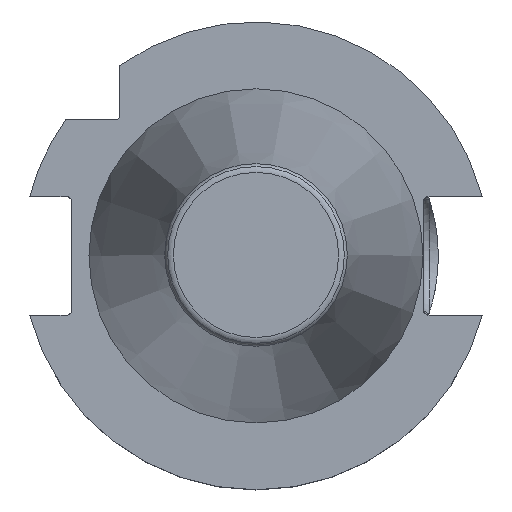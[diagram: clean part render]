
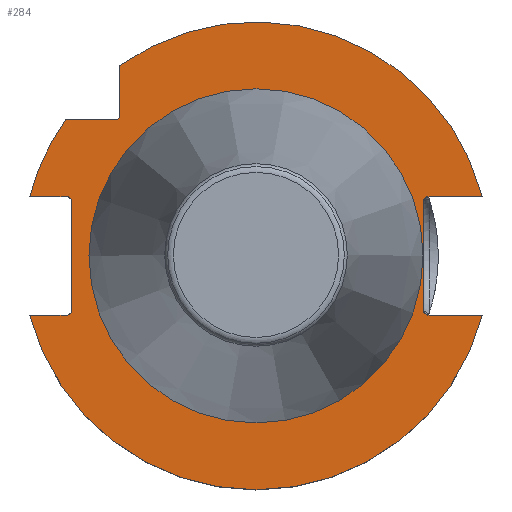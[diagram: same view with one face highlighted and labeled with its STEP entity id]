
A CAD part, top view. The second image highlights one B-rep face of the part: STEP entity #284.
In plain terms, the highlighted planar face has unit normal (0, 0, 1).
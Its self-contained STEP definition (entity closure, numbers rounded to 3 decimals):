
#69=FACE_BOUND('',#432,.T.);
#70=FACE_BOUND('',#433,.T.);
#121=PLANE('',#1306);
#146=LINE('',#1836,#204);
#153=LINE('',#2191,#211);
#154=LINE('',#2236,#212);
#155=LINE('',#2240,#213);
#156=LINE('',#2244,#214);
#157=LINE('',#2248,#215);
#158=LINE('',#2252,#216);
#159=LINE('',#2256,#217);
#204=VECTOR('',#1422,1.);
#211=VECTOR('',#1513,1.);
#212=VECTOR('',#1526,1.);
#213=VECTOR('',#1529,1.);
#214=VECTOR('',#1532,1.);
#215=VECTOR('',#1535,1.);
#216=VECTOR('',#1538,1.);
#217=VECTOR('',#1541,1.);
#284=ADVANCED_FACE('',(#69,#70),#121,.F.);
#432=EDGE_LOOP('',(#650));
#433=EDGE_LOOP('',(#651,#652,#653,#654,#655,#656,#657,#658,#659,#660,#661,
#662,#663,#664,#665,#666));
#650=ORIENTED_EDGE('',*,*,#1019,.T.);
#651=ORIENTED_EDGE('',*,*,#1043,.F.);
#652=ORIENTED_EDGE('',*,*,#1050,.F.);
#653=ORIENTED_EDGE('',*,*,#1051,.F.);
#654=ORIENTED_EDGE('',*,*,#1052,.F.);
#655=ORIENTED_EDGE('',*,*,#1053,.T.);
#656=ORIENTED_EDGE('',*,*,#1054,.F.);
#657=ORIENTED_EDGE('',*,*,#1055,.F.);
#658=ORIENTED_EDGE('',*,*,#1056,.F.);
#659=ORIENTED_EDGE('',*,*,#1057,.T.);
#660=ORIENTED_EDGE('',*,*,#1058,.F.);
#661=ORIENTED_EDGE('',*,*,#1059,.T.);
#662=ORIENTED_EDGE('',*,*,#1060,.F.);
#663=ORIENTED_EDGE('',*,*,#1061,.F.);
#664=ORIENTED_EDGE('',*,*,#994,.F.);
#665=ORIENTED_EDGE('',*,*,#998,.T.);
#666=ORIENTED_EDGE('',*,*,#1011,.F.);
#871=VERTEX_POINT('',#1828);
#872=VERTEX_POINT('',#1829);
#874=VERTEX_POINT('',#1835);
#882=VERTEX_POINT('',#1975);
#888=VERTEX_POINT('',#2099);
#910=VERTEX_POINT('',#2190);
#915=VERTEX_POINT('',#2235);
#916=VERTEX_POINT('',#2237);
#917=VERTEX_POINT('',#2239);
#918=VERTEX_POINT('',#2241);
#919=VERTEX_POINT('',#2243);
#920=VERTEX_POINT('',#2245);
#921=VERTEX_POINT('',#2247);
#922=VERTEX_POINT('',#2249);
#923=VERTEX_POINT('',#2251);
#924=VERTEX_POINT('',#2253);
#925=VERTEX_POINT('',#2255);
#994=EDGE_CURVE('',#871,#872,#1146,.T.);
#998=EDGE_CURVE('',#871,#874,#146,.T.);
#1011=EDGE_CURVE('',#882,#874,#1150,.T.);
#1019=EDGE_CURVE('',#888,#888,#1153,.T.);
#1043=EDGE_CURVE('',#910,#882,#153,.T.);
#1050=EDGE_CURVE('',#915,#910,#1172,.T.);
#1051=EDGE_CURVE('',#916,#915,#154,.T.);
#1052=EDGE_CURVE('',#917,#916,#1173,.T.);
#1053=EDGE_CURVE('',#917,#918,#155,.T.);
#1054=EDGE_CURVE('',#919,#918,#1174,.T.);
#1055=EDGE_CURVE('',#920,#919,#156,.T.);
#1056=EDGE_CURVE('',#921,#920,#1175,.T.);
#1057=EDGE_CURVE('',#921,#922,#157,.T.);
#1058=EDGE_CURVE('',#923,#922,#1176,.T.);
#1059=EDGE_CURVE('',#923,#924,#158,.T.);
#1060=EDGE_CURVE('',#925,#924,#1177,.T.);
#1061=EDGE_CURVE('',#872,#925,#159,.T.);
#1146=CIRCLE('',#1251,31.775);
#1150=CIRCLE('',#1259,0.8);
#1153=CIRCLE('',#1264,22.692);
#1172=CIRCLE('',#1300,0.8);
#1173=CIRCLE('',#1301,31.775);
#1174=CIRCLE('',#1302,0.6);
#1175=CIRCLE('',#1303,31.775);
#1176=CIRCLE('',#1304,0.8);
#1177=CIRCLE('',#1305,0.8);
#1251=AXIS2_PLACEMENT_3D('',#1827,#1415,#1416);
#1259=AXIS2_PLACEMENT_3D('',#1976,#1438,#1439);
#1264=AXIS2_PLACEMENT_3D('',#2098,#1450,#1451);
#1300=AXIS2_PLACEMENT_3D('',#2234,#1524,#1525);
#1301=AXIS2_PLACEMENT_3D('',#2238,#1527,#1528);
#1302=AXIS2_PLACEMENT_3D('',#2242,#1530,#1531);
#1303=AXIS2_PLACEMENT_3D('',#2246,#1533,#1534);
#1304=AXIS2_PLACEMENT_3D('',#2250,#1536,#1537);
#1305=AXIS2_PLACEMENT_3D('',#2254,#1539,#1540);
#1306=AXIS2_PLACEMENT_3D('',#2257,#1542,#1543);
#1415=DIRECTION('',(0.,0.,-1.));
#1416=DIRECTION('',(0.967,-0.253,0.));
#1422=DIRECTION('',(-1.,0.,0.));
#1438=DIRECTION('',(0.,0.,1.));
#1439=DIRECTION('',(-1.,0.,0.));
#1450=DIRECTION('',(0.,0.,-1.));
#1451=DIRECTION('',(-1.,0.,0.));
#1513=DIRECTION('',(0.,-1.,0.));
#1524=DIRECTION('',(0.,0.,1.));
#1525=DIRECTION('',(0.,1.,0.));
#1526=DIRECTION('',(-1.,0.,0.));
#1527=DIRECTION('',(0.,0.,-1.));
#1528=DIRECTION('',(-0.582,0.813,0.));
#1529=DIRECTION('',(0.,-1.,0.));
#1530=DIRECTION('',(0.,0.,1.));
#1531=DIRECTION('',(0.,-1.,0.));
#1532=DIRECTION('',(1.,0.,0.));
#1533=DIRECTION('',(0.,0.,-1.));
#1534=DIRECTION('',(-0.967,0.253,0.));
#1535=DIRECTION('',(1.,0.,0.));
#1536=DIRECTION('',(0.,0.,1.));
#1537=DIRECTION('',(1.,0.,0.));
#1538=DIRECTION('',(0.,-1.,0.));
#1539=DIRECTION('',(0.,0.,1.));
#1540=DIRECTION('',(0.,-1.,0.));
#1541=DIRECTION('',(1.,0.,0.));
#1542=DIRECTION('',(0.,0.,-1.));
#1543=DIRECTION('',(0.,-1.,0.));
#1827=CARTESIAN_POINT('',(0.,0.,-3.2));
#1828=CARTESIAN_POINT('',(30.738,-8.05,-3.2));
#1829=CARTESIAN_POINT('',(-30.738,-8.05,-3.2));
#1835=CARTESIAN_POINT('',(23.5,-8.05,-3.2));
#1836=CARTESIAN_POINT('',(30.738,-8.05,-3.2));
#1975=CARTESIAN_POINT('',(22.7,-7.25,-3.2));
#1976=CARTESIAN_POINT('',(23.5,-7.25,-3.2));
#2098=CARTESIAN_POINT('',(0.,0.,-3.2));
#2099=CARTESIAN_POINT('',(-22.692,0.,-3.2));
#2190=CARTESIAN_POINT('',(22.7,7.25,-3.2));
#2191=CARTESIAN_POINT('',(22.7,7.25,-3.2));
#2234=CARTESIAN_POINT('',(23.5,7.25,-3.2));
#2235=CARTESIAN_POINT('',(23.5,8.05,-3.2));
#2236=CARTESIAN_POINT('',(30.738,8.05,-3.2));
#2237=CARTESIAN_POINT('',(30.738,8.05,-3.2));
#2238=CARTESIAN_POINT('',(0.,0.,-3.2));
#2239=CARTESIAN_POINT('',(-18.5,25.834,-3.2));
#2240=CARTESIAN_POINT('',(-18.5,25.834,-3.2));
#2241=CARTESIAN_POINT('',(-18.5,19.1,-3.2));
#2242=CARTESIAN_POINT('',(-19.1,19.1,-3.2));
#2243=CARTESIAN_POINT('',(-19.1,18.5,-3.2));
#2244=CARTESIAN_POINT('',(-25.834,18.5,-3.2));
#2245=CARTESIAN_POINT('',(-25.834,18.5,-3.2));
#2246=CARTESIAN_POINT('',(0.,0.,-3.2));
#2247=CARTESIAN_POINT('',(-30.738,8.05,-3.2));
#2248=CARTESIAN_POINT('',(-30.738,8.05,-3.2));
#2249=CARTESIAN_POINT('',(-25.8,8.05,-3.2));
#2250=CARTESIAN_POINT('',(-25.8,7.25,-3.2));
#2251=CARTESIAN_POINT('',(-25.,7.25,-3.2));
#2252=CARTESIAN_POINT('',(-25.,7.25,-3.2));
#2253=CARTESIAN_POINT('',(-25.,-7.25,-3.2));
#2254=CARTESIAN_POINT('',(-25.8,-7.25,-3.2));
#2255=CARTESIAN_POINT('',(-25.8,-8.05,-3.2));
#2256=CARTESIAN_POINT('',(-30.738,-8.05,-3.2));
#2257=CARTESIAN_POINT('',(0.,22.692,-3.2));
